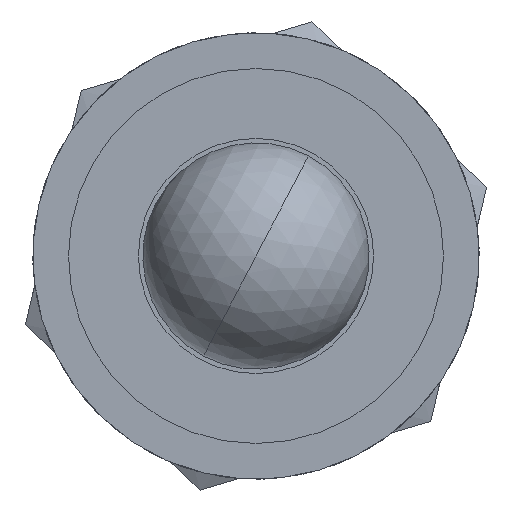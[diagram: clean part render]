
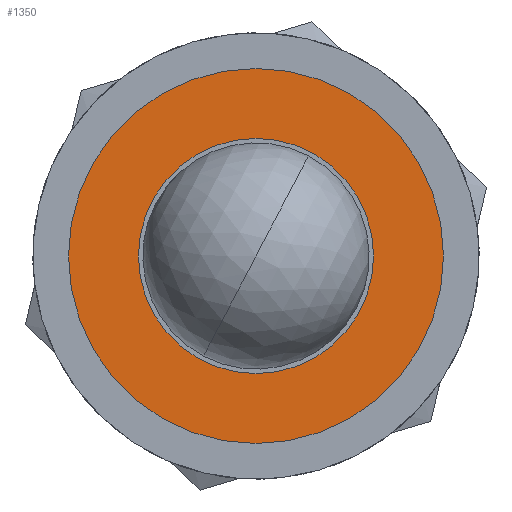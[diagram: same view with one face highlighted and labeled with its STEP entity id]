
A CAD part, left-side view. The second image highlights one B-rep face of the part: STEP entity #1350.
In plain terms, the highlighted planar face has unit normal (-1, 0, 0).
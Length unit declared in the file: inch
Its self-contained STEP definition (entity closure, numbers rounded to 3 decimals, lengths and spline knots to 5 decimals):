
#82 = DIRECTION ( 'NONE',  ( -1., 0., 0. ) ) ;
#283 = DIRECTION ( 'NONE',  ( -1., 0., 0. ) ) ;
#456 = ORIENTED_EDGE ( 'NONE', *, *, #4677, .T. ) ;
#486 = FACE_OUTER_BOUND ( 'NONE', #5732, .T. ) ;
#671 = EDGE_CURVE ( 'NONE', #5263, #7155, #4780, .T. ) ;
#771 = AXIS2_PLACEMENT_3D ( 'NONE', #5547, #82, #6469 ) ;
#785 = FACE_BOUND ( 'NONE', #11181, .T. ) ;
#1350 = ADVANCED_FACE ( 'NONE', ( #785, #486 ), #10610, .F. ) ;
#1502 = DIRECTION ( 'NONE',  ( 0., 0., -1. ) ) ;
#2224 = VERTEX_POINT ( 'NONE', #11651 ) ;
#2379 = CARTESIAN_POINT ( 'NONE',  ( 0., 0.1975, 0. ) ) ;
#2888 = CIRCLE ( 'NONE', #771, 0.1975 ) ;
#2962 = AXIS2_PLACEMENT_3D ( 'NONE', #2379, #6977, #1502 ) ;
#3083 = CARTESIAN_POINT ( 'NONE',  ( 0., 0., 0.1975 ) ) ;
#3273 = AXIS2_PLACEMENT_3D ( 'NONE', #3504, #9894, #4425 ) ;
#3337 = CARTESIAN_POINT ( 'NONE',  ( 0., 0., -0.315 ) ) ;
#3394 = CARTESIAN_POINT ( 'NONE',  ( 0., 0., 0. ) ) ;
#3504 = CARTESIAN_POINT ( 'NONE',  ( 0., 0., 0. ) ) ;
#4328 = DIRECTION ( 'NONE',  ( 0., 0., 1. ) ) ;
#4425 = DIRECTION ( 'NONE',  ( 0., 0., 1. ) ) ;
#4677 = EDGE_CURVE ( 'NONE', #2224, #8989, #11028, .T. ) ;
#4780 = CIRCLE ( 'NONE', #11797, 0.1975 ) ;
#5263 = VERTEX_POINT ( 'NONE', #6343 ) ;
#5547 = CARTESIAN_POINT ( 'NONE',  ( 0., 0., 0. ) ) ;
#5732 = EDGE_LOOP ( 'NONE', ( #456, #7590 ) ) ;
#5766 = CARTESIAN_POINT ( 'NONE',  ( 0., 0., 0. ) ) ;
#6343 = CARTESIAN_POINT ( 'NONE',  ( 0., 0., -0.1975 ) ) ;
#6469 = DIRECTION ( 'NONE',  ( 0., 0., 1. ) ) ;
#6674 = EDGE_CURVE ( 'NONE', #7155, #5263, #2888, .T. ) ;
#6681 = DIRECTION ( 'NONE',  ( 0., 0., 1. ) ) ;
#6977 = DIRECTION ( 'NONE',  ( 1., 0., 0. ) ) ;
#7155 = VERTEX_POINT ( 'NONE', #3083 ) ;
#7590 = ORIENTED_EDGE ( 'NONE', *, *, #9870, .T. ) ;
#8261 = CIRCLE ( 'NONE', #11435, 0.315 ) ;
#8989 = VERTEX_POINT ( 'NONE', #3337 ) ;
#9381 = ORIENTED_EDGE ( 'NONE', *, *, #6674, .F. ) ;
#9812 = DIRECTION ( 'NONE',  ( -1., 0., 0. ) ) ;
#9870 = EDGE_CURVE ( 'NONE', #8989, #2224, #8261, .T. ) ;
#9894 = DIRECTION ( 'NONE',  ( -1., 0., 0. ) ) ;
#10556 = ORIENTED_EDGE ( 'NONE', *, *, #671, .F. ) ;
#10610 = PLANE ( 'NONE',  #2962 ) ;
#11028 = CIRCLE ( 'NONE', #3273, 0.315 ) ;
#11181 = EDGE_LOOP ( 'NONE', ( #9381, #10556 ) ) ;
#11435 = AXIS2_PLACEMENT_3D ( 'NONE', #5766, #283, #6681 ) ;
#11651 = CARTESIAN_POINT ( 'NONE',  ( 0., 0., 0.315 ) ) ;
#11797 = AXIS2_PLACEMENT_3D ( 'NONE', #3394, #9812, #4328 ) ;
